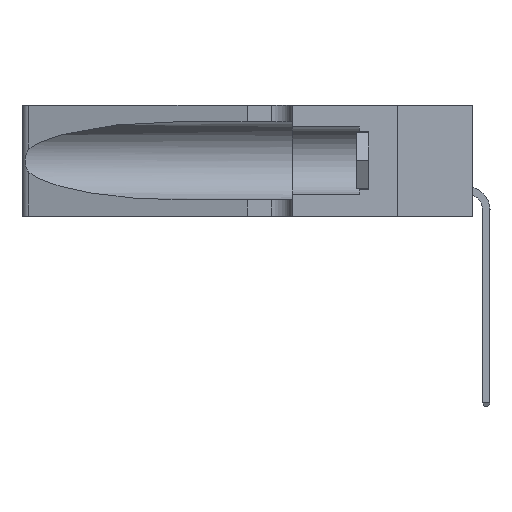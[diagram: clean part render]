
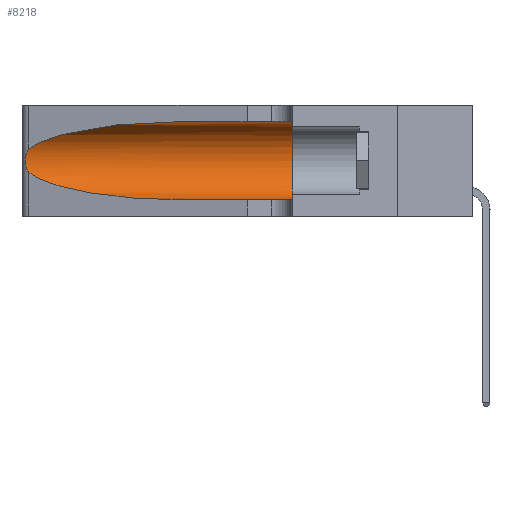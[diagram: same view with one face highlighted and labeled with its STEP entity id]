
A CAD part, left-side view. The second image highlights one B-rep face of the part: STEP entity #8218.
In plain terms, the highlighted cylindrical face has radius 3.308 mm (diameter 6.617 mm), a partial arc.
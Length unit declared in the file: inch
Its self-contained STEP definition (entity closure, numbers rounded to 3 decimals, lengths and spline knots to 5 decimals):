
#1655 = EDGE_LOOP ( 'NONE', ( #13188, #15314, #7726, #27389, #28644, #34037 ) ) ;
#1818 = CARTESIAN_POINT ( 'NONE',  ( 0.18966, 0.96281, 0.05475 ) ) ;
#1914 = CARTESIAN_POINT ( 'NONE',  ( 0.1305, 0.35, 0.05475 ) ) ;
#2025 = DIRECTION ( 'NONE',  ( 0., -1., 0. ) ) ;
#2914 = VERTEX_POINT ( 'NONE', #13193 ) ;
#3106 = CARTESIAN_POINT ( 'NONE',  ( 0.25854, 1.2359, 0.20912 ) ) ;
#3342 = CARTESIAN_POINT ( 'NONE',  ( 0.25789, 1.23486, 0.15765 ) ) ;
#3471 = CARTESIAN_POINT ( 'NONE',  ( 0.1305, 0.72297, 0.31525 ) ) ;
#3744 = CARTESIAN_POINT ( 'NONE',  ( 0.25487, 1.22718, 0.14631 ) ) ;
#4583 = CARTESIAN_POINT ( 'NONE',  ( 0.1305, 0.72297, 0.05475 ) ) ;
#5565 = EDGE_CURVE ( 'NONE', #30385, #8592, #37450, .T. ) ;
#6797 = CARTESIAN_POINT ( 'NONE',  ( 0.25487, 1.22718, 0.22369 ) ) ;
#7251 = CARTESIAN_POINT ( 'NONE',  ( 0.2373, 1.15595, 0.08982 ) ) ;
#7568 = VERTEX_POINT ( 'NONE', #3471 ) ;
#7588 = DIRECTION ( 'NONE',  ( 0., 0., 1. ) ) ;
#7726 = ORIENTED_EDGE ( 'NONE', *, *, #8602, .T. ) ;
#8218 = ADVANCED_FACE ( 'NONE', ( #19026 ), #28746, .F. ) ;
#8532 = LINE ( 'NONE', #30149, #35661 ) ;
#8592 = VERTEX_POINT ( 'NONE', #1914 ) ;
#8602 = EDGE_CURVE ( 'NONE', #2914, #24996, #33948, .T. ) ;
#9165 = CARTESIAN_POINT ( 'NONE',  ( 0.26017, 1.23833, 0.17102 ) ) ;
#10797 = DIRECTION ( 'NONE',  ( 0., 1., 0. ) ) ;
#11780 = CARTESIAN_POINT ( 'NONE',  ( 0.25787, 1.23484, 0.2124 ) ) ;
#11994 = CARTESIAN_POINT ( 'NONE',  ( 0.26075, 1.23896, 0.19203 ) ) ;
#12429 = CARTESIAN_POINT ( 'NONE',  ( 0.1305, 0.72297, 0.31525 ) ) ;
#13184 = CARTESIAN_POINT ( 'NONE',  ( 0.25487, 1.22718, 0.22369 ) ) ;
#13188 = ORIENTED_EDGE ( 'NONE', *, *, #19201, .T. ) ;
#13193 = CARTESIAN_POINT ( 'NONE',  ( 0.25487, 1.22718, 0.14631 ) ) ;
#13519 = VECTOR ( 'NONE', #2025, 39.37008 ) ;
#13693 = AXIS2_PLACEMENT_3D ( 'NONE', #22369, #35777, #29134 ) ;
#14484 = CARTESIAN_POINT ( 'NONE',  ( 0.1305, 0.35, 0.31525 ) ) ;
#15314 = ORIENTED_EDGE ( 'NONE', *, *, #26125, .T. ) ;
#15483 = CARTESIAN_POINT ( 'NONE',  ( 0.25856, 1.23593, 0.16098 ) ) ;
#17637 = LINE ( 'NONE', #37344, #13519 ) ;
#18346 = CARTESIAN_POINT ( 'NONE',  ( 0.25639, 1.23186, 0.15144 ) ) ;
#18533 = CARTESIAN_POINT ( 'NONE',  ( 0.2373, 1.15595, 0.28018 ) ) ;
#19026 = FACE_OUTER_BOUND ( 'NONE', #1655, .T. ) ;
#19201 = EDGE_CURVE ( 'NONE', #7568, #33379, #34431, .T. ) ;
#21425 = CARTESIAN_POINT ( 'NONE',  ( 0.25555, 1.22993, 0.14849 ) ) ;
#22369 = CARTESIAN_POINT ( 'NONE',  ( 0.1305, 1.61858, 0.185 ) ) ;
#23524 = CARTESIAN_POINT ( 'NONE',  ( 0.25555, 1.22994, 0.2215 ) ) ;
#23752 = CARTESIAN_POINT ( 'NONE',  ( 0.25639, 1.23184, 0.21858 ) ) ;
#24808 = EDGE_CURVE ( 'NONE', #7568, #30385, #17637, .T. ) ;
#24996 = VERTEX_POINT ( 'NONE', #4583 ) ;
#25236 = CARTESIAN_POINT ( 'NONE',  ( 0.1305, 0.35, 0.185 ) ) ;
#26125 = EDGE_CURVE ( 'NONE', #33379, #2914, #33170, .T. ) ;
#26717 = CARTESIAN_POINT ( 'NONE',  ( 0.26018, 1.23835, 0.19895 ) ) ;
#27389 = ORIENTED_EDGE ( 'NONE', *, *, #31275, .T. ) ;
#27880 = CARTESIAN_POINT ( 'NONE',  ( 0.1305, 0.72297, 0.05475 ) ) ;
#28644 = ORIENTED_EDGE ( 'NONE', *, *, #5565, .F. ) ;
#28746 = CYLINDRICAL_SURFACE ( 'NONE', #13693, 0.13025 ) ;
#29134 = DIRECTION ( 'NONE',  ( 0., 0., -1. ) ) ;
#30149 = CARTESIAN_POINT ( 'NONE',  ( 0.1305, 1.61858, 0.05475 ) ) ;
#30385 = VERTEX_POINT ( 'NONE', #14484 ) ;
#30693 = DIRECTION ( 'NONE',  ( 0., -1., 0. ) ) ;
#30829 = AXIS2_PLACEMENT_3D ( 'NONE', #25236, #10797, #7588 ) ;
#31275 = EDGE_CURVE ( 'NONE', #24996, #8592, #8532, .T. ) ;
#32593 = CARTESIAN_POINT ( 'NONE',  ( 0.26075, 1.23896, 0.178 ) ) ;
#33170 = B_SPLINE_CURVE_WITH_KNOTS ( 'NONE', 3,
 ( #35483, #23524, #23752, #11780, #3106, #26717, #11994, #32593, #9165, #15483, #3342, #18346, #21425, #3744 ),
 .UNSPECIFIED., .F., .F.,
 ( 4, 2, 2, 2, 2, 2, 4 ),
 ( 0., 0.00027, 0.00053, 0.00107, 0.0016, 0.00187, 0.00214 ),
 .UNSPECIFIED. ) ;
#33379 = VERTEX_POINT ( 'NONE', #13184 ) ;
#33948 =( BOUNDED_CURVE ( )  B_SPLINE_CURVE ( 3, ( #36054, #7251, #1818, #27880 ),
 .UNSPECIFIED., .F., .F. ) 
 B_SPLINE_CURVE_WITH_KNOTS ( ( 4, 4 ),
 ( 3.44316, 4.71239 ),
 .UNSPECIFIED. ) 
 CURVE ( )  GEOMETRIC_REPRESENTATION_ITEM ( )  RATIONAL_B_SPLINE_CURVE ( ( 1., 0.87, 0.87, 1. ) ) 
 REPRESENTATION_ITEM ( '' )  );
#34037 = ORIENTED_EDGE ( 'NONE', *, *, #24808, .F. ) ;
#34431 =( BOUNDED_CURVE ( )  B_SPLINE_CURVE ( 3, ( #12429, #36015, #18533, #6797 ),
 .UNSPECIFIED., .F., .T. ) 
 B_SPLINE_CURVE_WITH_KNOTS ( ( 4, 4 ),
 ( 1.5708, 2.84003 ),
 .UNSPECIFIED. ) 
 CURVE ( )  GEOMETRIC_REPRESENTATION_ITEM ( )  RATIONAL_B_SPLINE_CURVE ( ( 1., 0.87, 0.87, 1. ) ) 
 REPRESENTATION_ITEM ( '' )  );
#35483 = CARTESIAN_POINT ( 'NONE',  ( 0.25487, 1.22718, 0.22369 ) ) ;
#35661 = VECTOR ( 'NONE', #30693, 39.37008 ) ;
#35777 = DIRECTION ( 'NONE',  ( 0., -1., 0. ) ) ;
#36015 = CARTESIAN_POINT ( 'NONE',  ( 0.18966, 0.96281, 0.31525 ) ) ;
#36054 = CARTESIAN_POINT ( 'NONE',  ( 0.25487, 1.22718, 0.14631 ) ) ;
#37344 = CARTESIAN_POINT ( 'NONE',  ( 0.1305, 1.61858, 0.31525 ) ) ;
#37450 = CIRCLE ( 'NONE', #30829, 0.13025 ) ;
